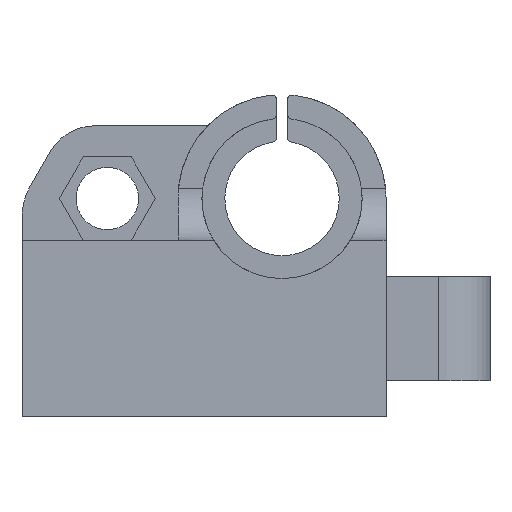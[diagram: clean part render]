
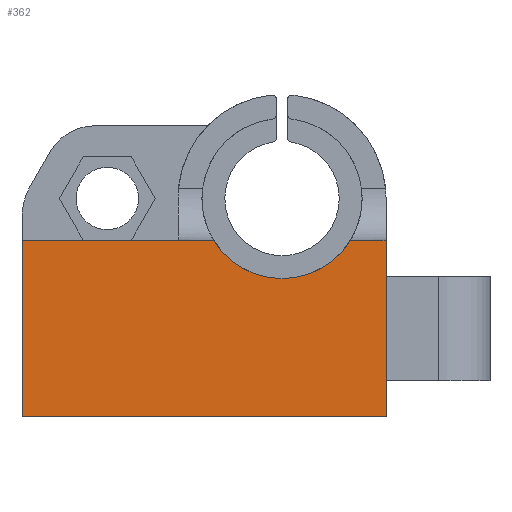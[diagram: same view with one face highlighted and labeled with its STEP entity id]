
A CAD part, front view. The second image highlights one B-rep face of the part: STEP entity #362.
In plain terms, the highlighted planar face has unit normal (0, -1, 0).
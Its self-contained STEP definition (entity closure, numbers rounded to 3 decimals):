
#37 = EDGE_CURVE ( 'NONE', #1133, #2195, #1733, .T. ) ;
#66 = CARTESIAN_POINT ( 'NONE',  ( 35., 0., 0. ) ) ;
#76 = CARTESIAN_POINT ( 'NONE',  ( 18.42, 0., 17. ) ) ;
#123 = LINE ( 'NONE', #2342, #2437 ) ;
#124 = VECTOR ( 'NONE', #1844, 1000. ) ;
#133 = DIRECTION ( 'NONE',  ( -1., 0., 0. ) ) ;
#293 = VERTEX_POINT ( 'NONE', #76 ) ;
#294 = DIRECTION ( 'NONE',  ( 0., 1., 0. ) ) ;
#322 = EDGE_CURVE ( 'NONE', #2046, #2317, #123, .T. ) ;
#345 = ORIENTED_EDGE ( 'NONE', *, *, #460, .T. ) ;
#362 = ADVANCED_FACE ( 'NONE', ( #440 ), #1501, .F. ) ;
#368 = EDGE_CURVE ( 'NONE', #2201, #293, #598, .T. ) ;
#376 = ORIENTED_EDGE ( 'NONE', *, *, #322, .T. ) ;
#440 = FACE_OUTER_BOUND ( 'NONE', #1818, .T. ) ;
#460 = EDGE_CURVE ( 'NONE', #1133, #2201, #2280, .T. ) ;
#488 = DIRECTION ( 'NONE',  ( -1., 0., 0. ) ) ;
#578 = CARTESIAN_POINT ( 'NONE',  ( 35., 0., 24. ) ) ;
#598 = CIRCLE ( 'NONE', #1482, 7.7 ) ;
#722 = CARTESIAN_POINT ( 'NONE',  ( 0., 0., 17. ) ) ;
#800 = DIRECTION ( 'NONE',  ( -1., 0., 0. ) ) ;
#875 = VECTOR ( 'NONE', #800, 1000. ) ;
#889 = DIRECTION ( 'NONE',  ( 0., 0., -1. ) ) ;
#890 = CARTESIAN_POINT ( 'NONE',  ( 0., 0., 0. ) ) ;
#1086 = CARTESIAN_POINT ( 'NONE',  ( 25., 0., 21. ) ) ;
#1133 = VERTEX_POINT ( 'NONE', #2343 ) ;
#1174 = VECTOR ( 'NONE', #133, 1000. ) ;
#1256 = EDGE_CURVE ( 'NONE', #293, #2046, #1820, .T. ) ;
#1326 = LINE ( 'NONE', #890, #1589 ) ;
#1327 = AXIS2_PLACEMENT_3D ( 'NONE', #1917, #294, #1725 ) ;
#1414 = ORIENTED_EDGE ( 'NONE', *, *, #1256, .T. ) ;
#1472 = ORIENTED_EDGE ( 'NONE', *, *, #368, .T. ) ;
#1474 = CARTESIAN_POINT ( 'NONE',  ( 31.58, 0., 17. ) ) ;
#1482 = AXIS2_PLACEMENT_3D ( 'NONE', #1086, #1509, #2529 ) ;
#1501 = PLANE ( 'NONE',  #1327 ) ;
#1509 = DIRECTION ( 'NONE',  ( 0., 1., 0. ) ) ;
#1536 = CARTESIAN_POINT ( 'NONE',  ( 15., 0., 17. ) ) ;
#1589 = VECTOR ( 'NONE', #488, 1000. ) ;
#1688 = ORIENTED_EDGE ( 'NONE', *, *, #37, .F. ) ;
#1725 = DIRECTION ( 'NONE',  ( 1., 0., 0. ) ) ;
#1733 = LINE ( 'NONE', #578, #124 ) ;
#1793 = CARTESIAN_POINT ( 'NONE',  ( 0., 0., 17. ) ) ;
#1818 = EDGE_LOOP ( 'NONE', ( #345, #1472, #1414, #376, #2222, #1688 ) ) ;
#1820 = LINE ( 'NONE', #1793, #875 ) ;
#1844 = DIRECTION ( 'NONE',  ( 0., 0., -1. ) ) ;
#1917 = CARTESIAN_POINT ( 'NONE',  ( 0., 0., 17. ) ) ;
#2046 = VERTEX_POINT ( 'NONE', #722 ) ;
#2195 = VERTEX_POINT ( 'NONE', #66 ) ;
#2201 = VERTEX_POINT ( 'NONE', #1474 ) ;
#2222 = ORIENTED_EDGE ( 'NONE', *, *, #2293, .F. ) ;
#2280 = LINE ( 'NONE', #1536, #1174 ) ;
#2293 = EDGE_CURVE ( 'NONE', #2195, #2317, #1326, .T. ) ;
#2317 = VERTEX_POINT ( 'NONE', #2513 ) ;
#2342 = CARTESIAN_POINT ( 'NONE',  ( 0., 0., 17. ) ) ;
#2343 = CARTESIAN_POINT ( 'NONE',  ( 35., 0., 17. ) ) ;
#2437 = VECTOR ( 'NONE', #889, 1000. ) ;
#2513 = CARTESIAN_POINT ( 'NONE',  ( 0., 0., 0. ) ) ;
#2529 = DIRECTION ( 'NONE',  ( -1., 0., 0. ) ) ;
